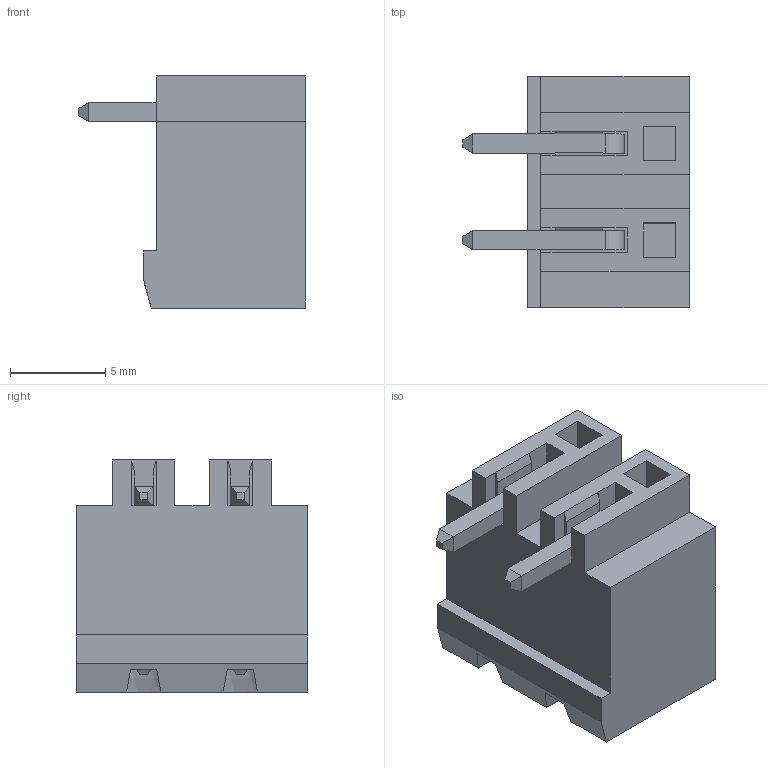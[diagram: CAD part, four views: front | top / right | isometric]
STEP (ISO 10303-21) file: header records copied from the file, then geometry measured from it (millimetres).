
FILE_DESCRIPTION( ( 'STEP AP214' ), '1' );
FILE_NAME( 'PV02-5,08-HR-P.stp', ' ', ( ' ' ), ( ' ' ), 'PSStep 14.0', 'VISI 19.0', ' ' );
FILE_SCHEMA( ( 'AUTOMOTIVE_DESIGN { 1 0 10303 214 1 1 1 1 }' ) );
Length unit declared in the file: millimetre
Products named in the file (1): 1
Bounding box: 11.9 x 12.16 x 12.2 mm (x, y, z)
Volume: 576.6 mm3; surface area: 1131.6 mm2
Topology: 1 solids, 1 shells, 131 faces, 329 edges, 206 vertices
Faces by surface type: plane 121, cylinder 6, cone 4
Full cylindrical faces by diameter (mm): 2.5 x2
Entity records: 4830 total; most frequent: CARTESIAN_POINT 671, ORIENTED_EDGE 646, DIRECTION 599, EDGE_CURVE 323, LINE 303, VECTOR 303, VERTEX_POINT 204, AXIS2_PLACEMENT_3D 148
